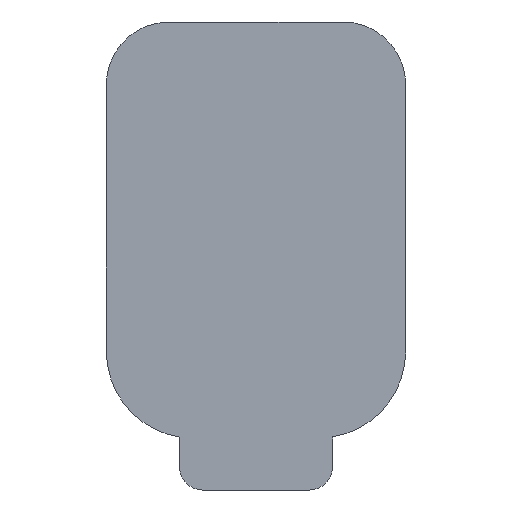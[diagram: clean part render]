
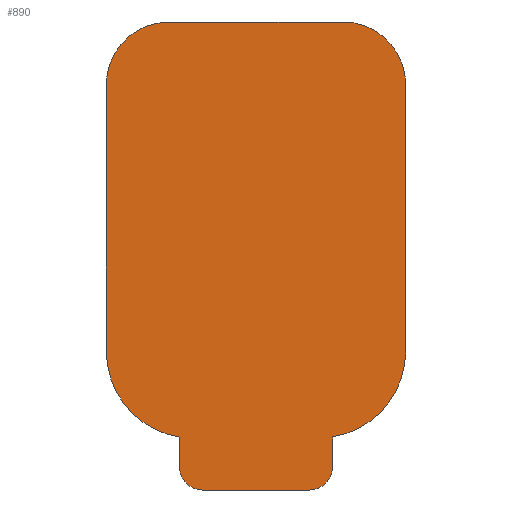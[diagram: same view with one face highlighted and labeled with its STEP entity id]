
A CAD part, front view. The second image highlights one B-rep face of the part: STEP entity #890.
In plain terms, the highlighted planar face has unit normal (0, -1, 0).
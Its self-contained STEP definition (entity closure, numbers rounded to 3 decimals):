
#38=PLANE('',#975);
#77=FACE_OUTER_BOUND('',#134,.T.);
#134=EDGE_LOOP('',(#697,#698,#699,#700,#701,#702,#703,#704,#705,#706,#707,
#708));
#199=LINE('',#1452,#278);
#200=LINE('',#1456,#279);
#201=LINE('',#1460,#280);
#202=LINE('',#1464,#281);
#203=LINE('',#1468,#282);
#204=LINE('',#1471,#283);
#278=VECTOR('',#1176,10.);
#279=VECTOR('',#1179,10.);
#280=VECTOR('',#1182,10.);
#281=VECTOR('',#1185,10.);
#282=VECTOR('',#1188,10.);
#283=VECTOR('',#1191,10.);
#352=CIRCLE('',#976,13.225);
#353=CIRCLE('',#977,18.45);
#354=CIRCLE('',#978,5.);
#355=CIRCLE('',#979,5.);
#356=CIRCLE('',#980,18.519);
#357=CIRCLE('',#981,13.274);
#420=VERTEX_POINT('',#1448);
#421=VERTEX_POINT('',#1449);
#422=VERTEX_POINT('',#1451);
#423=VERTEX_POINT('',#1453);
#424=VERTEX_POINT('',#1455);
#425=VERTEX_POINT('',#1457);
#426=VERTEX_POINT('',#1459);
#427=VERTEX_POINT('',#1461);
#428=VERTEX_POINT('',#1463);
#429=VERTEX_POINT('',#1465);
#430=VERTEX_POINT('',#1467);
#431=VERTEX_POINT('',#1469);
#525=EDGE_CURVE('',#420,#421,#352,.T.);
#526=EDGE_CURVE('',#422,#420,#199,.T.);
#527=EDGE_CURVE('',#423,#422,#353,.T.);
#528=EDGE_CURVE('',#423,#424,#200,.T.);
#529=EDGE_CURVE('',#425,#424,#354,.T.);
#530=EDGE_CURVE('',#425,#426,#201,.T.);
#531=EDGE_CURVE('',#427,#426,#355,.T.);
#532=EDGE_CURVE('',#427,#428,#202,.T.);
#533=EDGE_CURVE('',#429,#428,#356,.T.);
#534=EDGE_CURVE('',#429,#430,#203,.T.);
#535=EDGE_CURVE('',#431,#430,#357,.T.);
#536=EDGE_CURVE('',#431,#421,#204,.T.);
#697=ORIENTED_EDGE('',*,*,#525,.F.);
#698=ORIENTED_EDGE('',*,*,#526,.F.);
#699=ORIENTED_EDGE('',*,*,#527,.F.);
#700=ORIENTED_EDGE('',*,*,#528,.T.);
#701=ORIENTED_EDGE('',*,*,#529,.F.);
#702=ORIENTED_EDGE('',*,*,#530,.T.);
#703=ORIENTED_EDGE('',*,*,#531,.F.);
#704=ORIENTED_EDGE('',*,*,#532,.T.);
#705=ORIENTED_EDGE('',*,*,#533,.F.);
#706=ORIENTED_EDGE('',*,*,#534,.T.);
#707=ORIENTED_EDGE('',*,*,#535,.F.);
#708=ORIENTED_EDGE('',*,*,#536,.T.);
#890=ADVANCED_FACE('',(#77),#38,.F.);
#975=AXIS2_PLACEMENT_3D('',#1447,#1172,#1173);
#976=AXIS2_PLACEMENT_3D('',#1450,#1174,#1175);
#977=AXIS2_PLACEMENT_3D('',#1454,#1177,#1178);
#978=AXIS2_PLACEMENT_3D('',#1458,#1180,#1181);
#979=AXIS2_PLACEMENT_3D('',#1462,#1183,#1184);
#980=AXIS2_PLACEMENT_3D('',#1466,#1186,#1187);
#981=AXIS2_PLACEMENT_3D('',#1470,#1189,#1190);
#1172=DIRECTION('center_axis',(0.,1.,0.));
#1173=DIRECTION('ref_axis',(1.,0.,0.));
#1174=DIRECTION('center_axis',(0.,1.,0.));
#1175=DIRECTION('ref_axis',(-1.,0.,0.));
#1176=DIRECTION('',(0.,0.,1.));
#1177=DIRECTION('center_axis',(0.,1.,0.));
#1178=DIRECTION('ref_axis',(-0.16,0.,-0.987));
#1179=DIRECTION('',(0.,0.,-1.));
#1180=DIRECTION('center_axis',(0.,1.,0.));
#1181=DIRECTION('ref_axis',(0.,0.,-1.));
#1182=DIRECTION('',(1.,0.,0.));
#1183=DIRECTION('center_axis',(0.,1.,0.));
#1184=DIRECTION('ref_axis',(1.,0.,0.));
#1185=DIRECTION('',(0.,0.,1.));
#1186=DIRECTION('center_axis',(0.,1.,0.));
#1187=DIRECTION('ref_axis',(1.,0.,0.));
#1188=DIRECTION('',(0.,0.,1.));
#1189=DIRECTION('center_axis',(0.,1.,0.));
#1190=DIRECTION('ref_axis',(-0.001,0.,1.));
#1191=DIRECTION('',(-1.,0.,-0.001));
#1447=CARTESIAN_POINT('Origin',(0.083,-2.,-8.691));
#1448=CARTESIAN_POINT('',(-31.687,-2.,27.681));
#1449=CARTESIAN_POINT('',(-18.407,-2.,40.906));
#1450=CARTESIAN_POINT('Origin',(-18.462,-2.,27.681));
#1451=CARTESIAN_POINT('',(-31.687,-2.,-28.889));
#1452=CARTESIAN_POINT('',(-31.687,-2.,-28.889));
#1453=CARTESIAN_POINT('',(-16.192,-2.,-47.101));
#1454=CARTESIAN_POINT('Origin',(-13.237,-2.,-28.889));
#1455=CARTESIAN_POINT('',(-16.192,-2.,-53.34));
#1456=CARTESIAN_POINT('',(-16.192,-2.,-47.101));
#1457=CARTESIAN_POINT('',(-11.192,-2.,-58.34));
#1458=CARTESIAN_POINT('Origin',(-11.192,-2.,-53.34));
#1459=CARTESIAN_POINT('',(11.358,-2.,-58.34));
#1460=CARTESIAN_POINT('',(-11.192,-2.,-58.34));
#1461=CARTESIAN_POINT('',(16.358,-2.,-53.34));
#1462=CARTESIAN_POINT('Origin',(11.358,-2.,-53.34));
#1463=CARTESIAN_POINT('',(16.358,-2.,-47.09));
#1464=CARTESIAN_POINT('',(16.358,-2.,-53.34));
#1465=CARTESIAN_POINT('',(31.853,-2.,-28.819));
#1466=CARTESIAN_POINT('Origin',(13.334,-2.,-28.819));
#1467=CARTESIAN_POINT('',(31.853,-2.,27.686));
#1468=CARTESIAN_POINT('',(31.853,-2.,-28.819));
#1469=CARTESIAN_POINT('',(18.561,-2.,40.958));
#1470=CARTESIAN_POINT('Origin',(18.58,-2.,27.685));
#1471=CARTESIAN_POINT('',(18.561,-2.,40.958));
